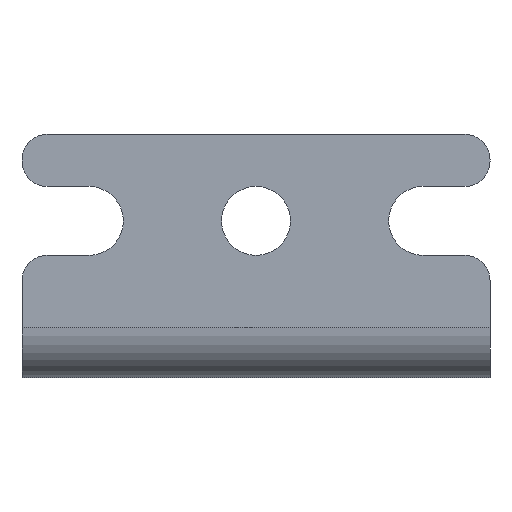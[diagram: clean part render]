
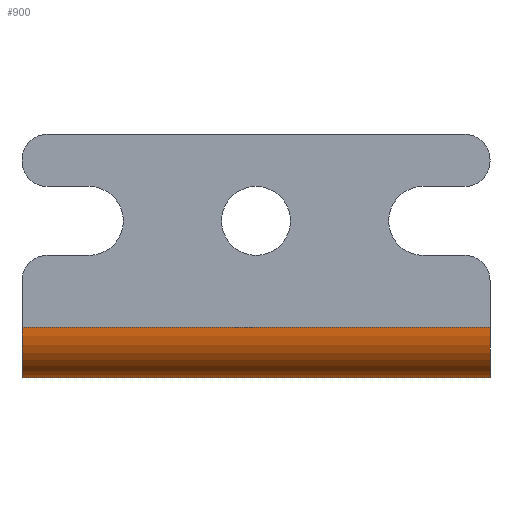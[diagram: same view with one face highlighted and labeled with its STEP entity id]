
A CAD part, front view. The second image highlights one B-rep face of the part: STEP entity #900.
In plain terms, the highlighted cylindrical face has radius 3.048 mm (diameter 6.096 mm), a partial arc.
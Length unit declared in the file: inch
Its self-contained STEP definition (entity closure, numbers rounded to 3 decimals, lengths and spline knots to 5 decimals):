
#9 = CARTESIAN_POINT ( 'NONE',  ( 0.56, -1.0404, 0. ) ) ;
#81 = EDGE_CURVE ( 'NONE', #1367, #416, #1466, .T. ) ;
#115 = AXIS2_PLACEMENT_3D ( 'NONE', #695, #1540, #822 ) ;
#222 = EDGE_CURVE ( 'NONE', #416, #1057, #955, .T. ) ;
#227 = VECTOR ( 'NONE', #1296, 39.37008 ) ;
#275 = EDGE_CURVE ( 'NONE', #1134, #1057, #1200, .T. ) ;
#277 = CARTESIAN_POINT ( 'NONE',  ( -0.56, -1.1604, 0.12 ) ) ;
#405 = CARTESIAN_POINT ( 'NONE',  ( -0.56, -1.0404, 0. ) ) ;
#416 = VERTEX_POINT ( 'NONE', #277 ) ;
#487 = ORIENTED_EDGE ( 'NONE', *, *, #81, .T. ) ;
#490 = FACE_OUTER_BOUND ( 'NONE', #583, .T. ) ;
#575 = CARTESIAN_POINT ( 'NONE',  ( 0.56, -1.1604, 0.12 ) ) ;
#583 = EDGE_LOOP ( 'NONE', ( #1178, #1413, #1043, #487 ) ) ;
#597 = CARTESIAN_POINT ( 'NONE',  ( -0.56, -1.0404, 0.12 ) ) ;
#600 = CARTESIAN_POINT ( 'NONE',  ( 0.56, -1.1604, 0.12 ) ) ;
#604 = DIRECTION ( 'NONE',  ( -1., 0., 0. ) ) ;
#607 = CIRCLE ( 'NONE', #115, 0.12 ) ;
#618 = CARTESIAN_POINT ( 'NONE',  ( 0.56, -1.0404, 0.12 ) ) ;
#667 = AXIS2_PLACEMENT_3D ( 'NONE', #597, #1440, #726 ) ;
#695 = CARTESIAN_POINT ( 'NONE',  ( 0.56, -1.0404, 0.12 ) ) ;
#726 = DIRECTION ( 'NONE',  ( 0., 0., 1. ) ) ;
#822 = DIRECTION ( 'NONE',  ( 0., 0., 1. ) ) ;
#882 = VECTOR ( 'NONE', #604, 39.37008 ) ;
#900 = ADVANCED_FACE ( 'NONE', ( #490 ), #1104, .T. ) ;
#955 = CIRCLE ( 'NONE', #667, 0.12 ) ;
#1033 = CARTESIAN_POINT ( 'NONE',  ( 0.56, -1.0404, 0. ) ) ;
#1043 = ORIENTED_EDGE ( 'NONE', *, *, #1265, .F. ) ;
#1057 = VERTEX_POINT ( 'NONE', #405 ) ;
#1104 = CYLINDRICAL_SURFACE ( 'NONE', #1463, 0.12 ) ;
#1134 = VERTEX_POINT ( 'NONE', #1033 ) ;
#1178 = ORIENTED_EDGE ( 'NONE', *, *, #222, .T. ) ;
#1200 = LINE ( 'NONE', #9, #882 ) ;
#1265 = EDGE_CURVE ( 'NONE', #1367, #1134, #607, .T. ) ;
#1296 = DIRECTION ( 'NONE',  ( -1., 0., 0. ) ) ;
#1337 = DIRECTION ( 'NONE',  ( 0., 0., 1. ) ) ;
#1367 = VERTEX_POINT ( 'NONE', #600 ) ;
#1413 = ORIENTED_EDGE ( 'NONE', *, *, #275, .F. ) ;
#1440 = DIRECTION ( 'NONE',  ( 1., 0., 0. ) ) ;
#1461 = DIRECTION ( 'NONE',  ( -1., 0., 0. ) ) ;
#1463 = AXIS2_PLACEMENT_3D ( 'NONE', #618, #1461, #1337 ) ;
#1466 = LINE ( 'NONE', #575, #227 ) ;
#1540 = DIRECTION ( 'NONE',  ( 1., 0., 0. ) ) ;
